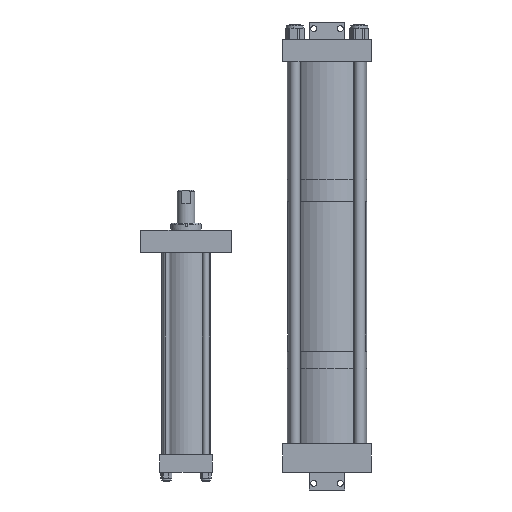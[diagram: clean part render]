
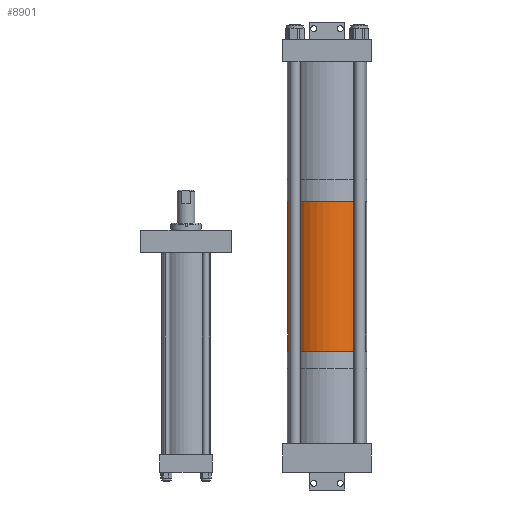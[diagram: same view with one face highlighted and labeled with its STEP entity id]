
A CAD part, front view. The second image highlights one B-rep face of the part: STEP entity #8901.
In plain terms, the highlighted cylindrical face has radius 57.15 mm (diameter 114.3 mm), a partial arc.
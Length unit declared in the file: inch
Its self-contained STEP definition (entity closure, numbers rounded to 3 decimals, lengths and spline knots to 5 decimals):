
#238 = ORIENTED_EDGE ( 'NONE', *, *, #662, .T. ) ;
#662 = EDGE_CURVE ( 'NONE', #887, #10416, #12821, .T. ) ;
#887 = VERTEX_POINT ( 'NONE', #7072 ) ;
#1250 = DIRECTION ( 'NONE',  ( 0., 0., -1. ) ) ;
#1301 = CARTESIAN_POINT ( 'NONE',  ( 0., 0., 8.507 ) ) ;
#1891 = DIRECTION ( 'NONE',  ( 0., 0., -1. ) ) ;
#1928 = EDGE_CURVE ( 'NONE', #10416, #8473, #3839, .T. ) ;
#2351 = ORIENTED_EDGE ( 'NONE', *, *, #13988, .F. ) ;
#2528 = LINE ( 'NONE', #8652, #12714 ) ;
#3296 = FACE_OUTER_BOUND ( 'NONE', #7095, .T. ) ;
#3470 = ORIENTED_EDGE ( 'NONE', *, *, #1928, .T. ) ;
#3839 = CIRCLE ( 'NONE', #6420, 2.25 ) ;
#3863 = VECTOR ( 'NONE', #6874, 39.37008 ) ;
#3945 = CARTESIAN_POINT ( 'NONE',  ( -2.25, 0., 0. ) ) ;
#5055 = EDGE_CURVE ( 'NONE', #8781, #8473, #2528, .T. ) ;
#5856 = DIRECTION ( 'NONE',  ( -1., 0., 0. ) ) ;
#6420 = AXIS2_PLACEMENT_3D ( 'NONE', #11097, #13277, #8682 ) ;
#6874 = DIRECTION ( 'NONE',  ( 0., 0., -1. ) ) ;
#7072 = CARTESIAN_POINT ( 'NONE',  ( -2.25, 0., 8.507 ) ) ;
#7095 = EDGE_LOOP ( 'NONE', ( #9441, #2351, #238, #3470 ) ) ;
#8005 = CARTESIAN_POINT ( 'NONE',  ( 0., 0., 8.507 ) ) ;
#8165 = DIRECTION ( 'NONE',  ( 0., 0., 1. ) ) ;
#8448 = CYLINDRICAL_SURFACE ( 'NONE', #13241, 2.25 ) ;
#8473 = VERTEX_POINT ( 'NONE', #13014 ) ;
#8652 = CARTESIAN_POINT ( 'NONE',  ( 2.25, 0., 8.507 ) ) ;
#8682 = DIRECTION ( 'NONE',  ( 1., 0., 0. ) ) ;
#8781 = VERTEX_POINT ( 'NONE', #8884 ) ;
#8884 = CARTESIAN_POINT ( 'NONE',  ( 2.25, 0., 8.507 ) ) ;
#8901 = ADVANCED_FACE ( 'NONE', ( #3296 ), #8448, .T. ) ;
#9441 = ORIENTED_EDGE ( 'NONE', *, *, #5055, .F. ) ;
#9645 = AXIS2_PLACEMENT_3D ( 'NONE', #1301, #8165, #10306 ) ;
#10306 = DIRECTION ( 'NONE',  ( 1., 0., 0. ) ) ;
#10416 = VERTEX_POINT ( 'NONE', #3945 ) ;
#11097 = CARTESIAN_POINT ( 'NONE',  ( 0., 0., 0. ) ) ;
#11497 = CARTESIAN_POINT ( 'NONE',  ( -2.25, 0., 8.507 ) ) ;
#12223 = CIRCLE ( 'NONE', #9645, 2.25 ) ;
#12714 = VECTOR ( 'NONE', #1891, 39.37008 ) ;
#12821 = LINE ( 'NONE', #11497, #3863 ) ;
#13014 = CARTESIAN_POINT ( 'NONE',  ( 2.25, 0., 0. ) ) ;
#13241 = AXIS2_PLACEMENT_3D ( 'NONE', #8005, #1250, #5856 ) ;
#13277 = DIRECTION ( 'NONE',  ( 0., 0., 1. ) ) ;
#13988 = EDGE_CURVE ( 'NONE', #887, #8781, #12223, .T. ) ;
